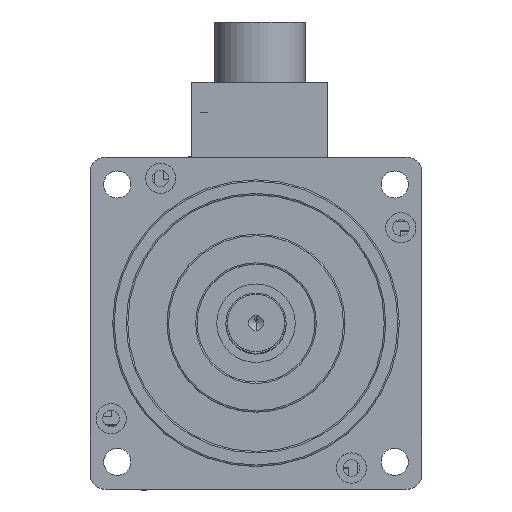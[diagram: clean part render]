
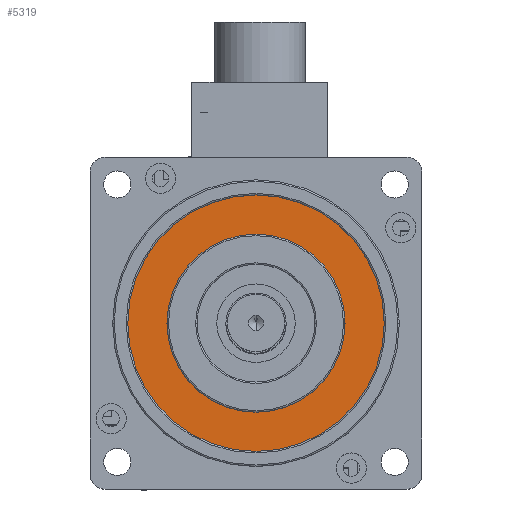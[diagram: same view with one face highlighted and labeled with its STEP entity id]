
A CAD part, top view. The second image highlights one B-rep face of the part: STEP entity #5319.
In plain terms, the highlighted planar face has unit normal (0, 0, 1).
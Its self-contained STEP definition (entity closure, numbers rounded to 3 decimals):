
#310 = CARTESIAN_POINT ( 'NONE',  ( 11.51, -1.169, 172.5 ) ) ;
#350 = CARTESIAN_POINT ( 'NONE',  ( -17.99, -1.169, 172.5 ) ) ;
#456 = AXIS2_PLACEMENT_3D ( 'NONE', #8770, #6524, #12191 ) ;
#615 = DIRECTION ( 'NONE',  ( 1., 0., 0. ) ) ;
#629 = CIRCLE ( 'NONE', #12301, 29.5 ) ;
#867 = CARTESIAN_POINT ( 'NONE',  ( 41.01, -1.169, 172.5 ) ) ;
#1176 = ORIENTED_EDGE ( 'NONE', *, *, #8887, .T. ) ;
#1635 = DIRECTION ( 'NONE',  ( -1., 0., 0. ) ) ;
#2216 = DIRECTION ( 'NONE',  ( 1., 0., 0. ) ) ;
#3374 = DIRECTION ( 'NONE',  ( -1., 0., 0. ) ) ;
#4988 = AXIS2_PLACEMENT_3D ( 'NONE', #310, #10566, #615 ) ;
#5198 = PLANE ( 'NONE',  #456 ) ;
#5319 = ADVANCED_FACE ( 'NONE', ( #7762, #6448 ), #5198, .F. ) ;
#5452 = AXIS2_PLACEMENT_3D ( 'NONE', #11549, #12629, #1635 ) ;
#6410 = EDGE_CURVE ( 'NONE', #8564, #13768, #10583, .T. ) ;
#6448 = FACE_BOUND ( 'NONE', #9741, .T. ) ;
#6524 = DIRECTION ( 'NONE',  ( 0., 0., -1. ) ) ;
#6656 = CARTESIAN_POINT ( 'NONE',  ( 54.01, -1.169, 172.5 ) ) ;
#6697 = CARTESIAN_POINT ( 'NONE',  ( 11.51, -1.169, 172.5 ) ) ;
#6826 = ORIENTED_EDGE ( 'NONE', *, *, #6410, .F. ) ;
#7173 = EDGE_CURVE ( 'NONE', #8642, #11362, #11281, .T. ) ;
#7753 = ORIENTED_EDGE ( 'NONE', *, *, #11727, .F. ) ;
#7762 = FACE_OUTER_BOUND ( 'NONE', #7932, .T. ) ;
#7783 = CARTESIAN_POINT ( 'NONE',  ( 11.51, -1.169, 172.5 ) ) ;
#7860 = DIRECTION ( 'NONE',  ( 0., 0., 1. ) ) ;
#7932 = EDGE_LOOP ( 'NONE', ( #1176, #12645 ) ) ;
#8076 = CARTESIAN_POINT ( 'NONE',  ( -30.99, -1.169, 172.5 ) ) ;
#8564 = VERTEX_POINT ( 'NONE', #867 ) ;
#8642 = VERTEX_POINT ( 'NONE', #6656 ) ;
#8770 = CARTESIAN_POINT ( 'NONE',  ( -38.49, 48.831, 172.5 ) ) ;
#8788 = AXIS2_PLACEMENT_3D ( 'NONE', #6697, #7860, #2216 ) ;
#8887 = EDGE_CURVE ( 'NONE', #11362, #8642, #13184, .T. ) ;
#9741 = EDGE_LOOP ( 'NONE', ( #7753, #6826 ) ) ;
#10566 = DIRECTION ( 'NONE',  ( 0., 0., 1. ) ) ;
#10583 = CIRCLE ( 'NONE', #5452, 29.5 ) ;
#11281 = CIRCLE ( 'NONE', #4988, 42.5 ) ;
#11362 = VERTEX_POINT ( 'NONE', #8076 ) ;
#11549 = CARTESIAN_POINT ( 'NONE',  ( 11.51, -1.169, 172.5 ) ) ;
#11727 = EDGE_CURVE ( 'NONE', #13768, #8564, #629, .T. ) ;
#12191 = DIRECTION ( 'NONE',  ( 0., -1., 0. ) ) ;
#12211 = DIRECTION ( 'NONE',  ( 0., 0., 1. ) ) ;
#12301 = AXIS2_PLACEMENT_3D ( 'NONE', #7783, #12211, #3374 ) ;
#12629 = DIRECTION ( 'NONE',  ( 0., 0., 1. ) ) ;
#12645 = ORIENTED_EDGE ( 'NONE', *, *, #7173, .T. ) ;
#13184 = CIRCLE ( 'NONE', #8788, 42.5 ) ;
#13768 = VERTEX_POINT ( 'NONE', #350 ) ;
